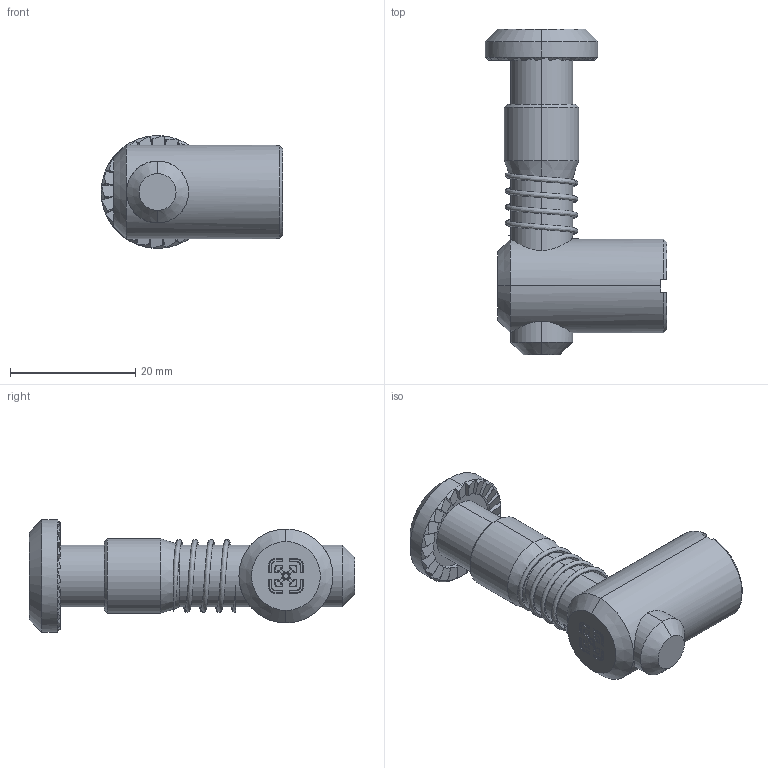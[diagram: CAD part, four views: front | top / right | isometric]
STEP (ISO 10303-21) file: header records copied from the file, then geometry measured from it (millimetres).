
FILE_DESCRIPTION (( 'STEP AP203' ), '1' );
FILE_NAME ('3.11.40.01.STEP', '2014-06-24T04:37:01', ( 'USER' ), ( 'Microsoft' ), 'SwSTEP 2.0', 'SolidWorks 2012', '' );
FILE_SCHEMA (( 'CONFIG_CONTROL_DESIGN' ));
Length unit declared in the file: millimetre
Products named in the file (1): 3.11.40.01
Bounding box: 29 x 52 x 18 mm (x, y, z)
Surface area: 4939.4 mm2 (no closed solid volume)
Topology: 0 solids, 4 shells, 254 faces, 673 edges, 424 vertices
Faces by surface type: plane 163, cone 73, cylinder 16, bspline 2
Entity records: 9757 total; most frequent: CARTESIAN_POINT 3623, ORIENTED_EDGE 1310, DIRECTION 1214, EDGE_CURVE 671, VERTEX_POINT 424, AXIS2_PLACEMENT_3D 413, VECTOR 388, LINE 388
